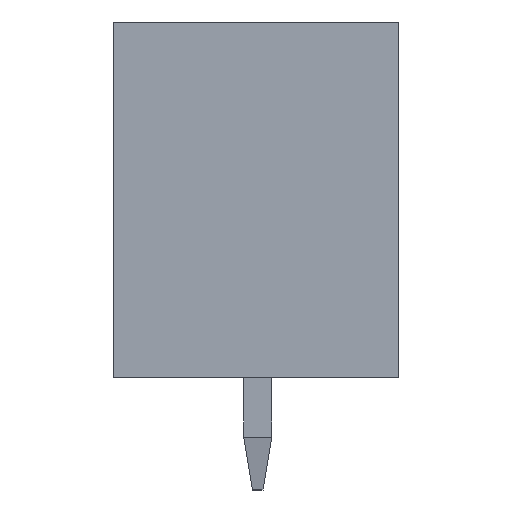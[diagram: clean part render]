
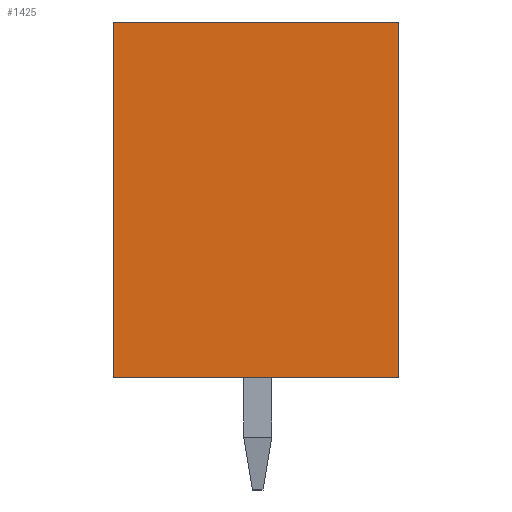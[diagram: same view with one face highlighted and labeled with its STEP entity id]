
A CAD part, left-side view. The second image highlights one B-rep face of the part: STEP entity #1425.
In plain terms, the highlighted planar face has unit normal (-1, 0, 0).
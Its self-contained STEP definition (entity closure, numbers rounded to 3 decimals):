
#1417=AXIS2_PLACEMENT_3D('Plane Axis2P3D',#1414,#1415,#1416) ;
#604=CARTESIAN_POINT('Line Origine',(0.,4.05,13.3)) ;
#608=CARTESIAN_POINT('Vertex',(0.,0.,13.3)) ;
#610=CARTESIAN_POINT('Vertex',(0.,8.1,13.3)) ;
#825=CARTESIAN_POINT('Line Origine',(0.,8.1,8.25)) ;
#829=CARTESIAN_POINT('Vertex',(0.,8.1,3.2)) ;
#857=CARTESIAN_POINT('Line Origine',(0.,4.05,3.2)) ;
#861=CARTESIAN_POINT('Vertex',(0.,0.,3.2)) ;
#1383=CARTESIAN_POINT('Line Origine',(0.,0.,8.25)) ;
#1414=CARTESIAN_POINT('Axis2P3D Location',(0.,4.,6.7)) ;
#605=DIRECTION('Vector Direction',(0.,1.,0.)) ;
#826=DIRECTION('Vector Direction',(0.,0.,-1.)) ;
#858=DIRECTION('Vector Direction',(0.,-1.,0.)) ;
#1384=DIRECTION('Vector Direction',(0.,0.,1.)) ;
#1415=DIRECTION('Axis2P3D Direction',(-1.,0.,0.)) ;
#1416=DIRECTION('Axis2P3D XDirection',(0.,-1.,0.)) ;
#606=VECTOR('Line Direction',#605,1.) ;
#827=VECTOR('Line Direction',#826,1.) ;
#859=VECTOR('Line Direction',#858,1.) ;
#1385=VECTOR('Line Direction',#1384,1.) ;
#1420=ORIENTED_EDGE('',*,*,#863,.T.) ;
#1421=ORIENTED_EDGE('',*,*,#1387,.T.) ;
#1422=ORIENTED_EDGE('',*,*,#612,.T.) ;
#1423=ORIENTED_EDGE('',*,*,#831,.T.) ;
#1425=ADVANCED_FACE('BREP_WITH_VOIDS #2271',(#1424),#1418,.T.) ;
#612=EDGE_CURVE('',#609,#611,#607,.T.) ;
#831=EDGE_CURVE('',#611,#830,#828,.T.) ;
#863=EDGE_CURVE('',#830,#862,#860,.T.) ;
#1387=EDGE_CURVE('',#862,#609,#1386,.T.) ;
#1419=EDGE_LOOP('',(#1420,#1421,#1422,#1423)) ;
#1424=FACE_OUTER_BOUND('',#1419,.T.) ;
#607=LINE('Line',#604,#606) ;
#828=LINE('Line',#825,#827) ;
#860=LINE('Line',#857,#859) ;
#1386=LINE('Line',#1383,#1385) ;
#1418=PLANE('',#1417) ;
#609=VERTEX_POINT('',#608) ;
#611=VERTEX_POINT('',#610) ;
#830=VERTEX_POINT('',#829) ;
#862=VERTEX_POINT('',#861) ;
